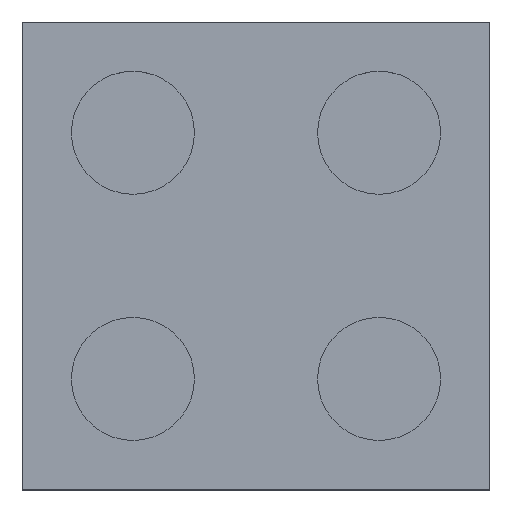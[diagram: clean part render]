
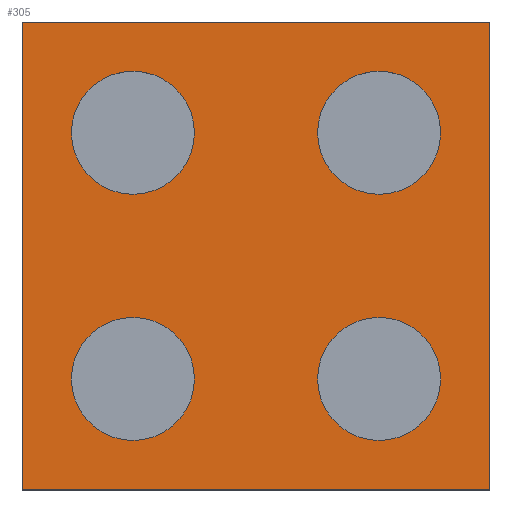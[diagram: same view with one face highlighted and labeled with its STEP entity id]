
A CAD part, top view. The second image highlights one B-rep face of the part: STEP entity #305.
In plain terms, the highlighted planar face has unit normal (0, 0, 1).
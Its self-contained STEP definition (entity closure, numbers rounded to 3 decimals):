
#18=LINE('',#561,#30);
#22=LINE('',#570,#34);
#25=LINE('',#576,#37);
#28=LINE('',#582,#40);
#30=VECTOR('',#482,1000.);
#34=VECTOR('',#488,1000.);
#37=VECTOR('',#493,1000.);
#40=VECTOR('',#498,1000.);
#71=PLANE('',#402);
#120=ORIENTED_EDGE('',*,*,#137,.T.);
#121=ORIENTED_EDGE('',*,*,#139,.T.);
#122=ORIENTED_EDGE('',*,*,#141,.T.);
#123=ORIENTED_EDGE('',*,*,#143,.T.);
#124=ORIENTED_EDGE('',*,*,#144,.F.);
#125=ORIENTED_EDGE('',*,*,#154,.F.);
#126=ORIENTED_EDGE('',*,*,#151,.F.);
#127=ORIENTED_EDGE('',*,*,#148,.F.);
#137=EDGE_CURVE('',#165,#165,#189,.T.);
#139=EDGE_CURVE('',#167,#167,#191,.T.);
#141=EDGE_CURVE('',#169,#169,#193,.T.);
#143=EDGE_CURVE('',#171,#171,#195,.T.);
#144=EDGE_CURVE('',#172,#173,#18,.T.);
#148=EDGE_CURVE('',#173,#176,#22,.T.);
#151=EDGE_CURVE('',#176,#178,#25,.T.);
#154=EDGE_CURVE('',#178,#172,#28,.T.);
#165=VERTEX_POINT('',#541);
#167=VERTEX_POINT('',#547);
#169=VERTEX_POINT('',#553);
#171=VERTEX_POINT('',#559);
#172=VERTEX_POINT('',#562);
#173=VERTEX_POINT('',#563);
#176=VERTEX_POINT('',#571);
#178=VERTEX_POINT('',#577);
#189=CIRCLE('',#384,0.1);
#191=CIRCLE('',#388,0.1);
#193=CIRCLE('',#392,0.1);
#195=CIRCLE('',#396,0.1);
#229=EDGE_LOOP('',(#120));
#230=EDGE_LOOP('',(#121));
#231=EDGE_LOOP('',(#122));
#232=EDGE_LOOP('',(#123));
#233=EDGE_LOOP('',(#124,#125,#126,#127));
#267=FACE_BOUND('',#229,.T.);
#268=FACE_BOUND('',#230,.T.);
#269=FACE_BOUND('',#231,.T.);
#270=FACE_BOUND('',#232,.T.);
#271=FACE_BOUND('',#233,.T.);
#305=ADVANCED_FACE('',(#267,#268,#269,#270,#271),#71,.F.);
#384=AXIS2_PLACEMENT_3D('',#540,#454,#455);
#388=AXIS2_PLACEMENT_3D('',#546,#462,#463);
#392=AXIS2_PLACEMENT_3D('',#552,#470,#471);
#396=AXIS2_PLACEMENT_3D('',#558,#478,#479);
#402=AXIS2_PLACEMENT_3D('',#585,#502,#503);
#454=DIRECTION('',(0.,0.,-1.));
#455=DIRECTION('',(-1.,0.,0.));
#462=DIRECTION('',(0.,0.,-1.));
#463=DIRECTION('',(-1.,0.,0.));
#470=DIRECTION('',(0.,0.,-1.));
#471=DIRECTION('',(-1.,0.,0.));
#478=DIRECTION('',(0.,0.,-1.));
#479=DIRECTION('',(-1.,0.,0.));
#482=DIRECTION('',(0.,-1.,0.));
#488=DIRECTION('',(-1.,0.,0.));
#493=DIRECTION('',(0.,1.,0.));
#498=DIRECTION('',(1.,0.,0.));
#502=DIRECTION('',(0.,0.,-1.));
#503=DIRECTION('',(-1.,0.,0.));
#540=CARTESIAN_POINT('',(0.2,-0.2,0.));
#541=CARTESIAN_POINT('',(0.1,-0.2,0.));
#546=CARTESIAN_POINT('',(0.2,0.2,0.));
#547=CARTESIAN_POINT('',(0.1,0.2,0.));
#552=CARTESIAN_POINT('',(-0.2,-0.2,0.));
#553=CARTESIAN_POINT('',(-0.3,-0.2,0.));
#558=CARTESIAN_POINT('',(-0.2,0.2,0.));
#559=CARTESIAN_POINT('',(-0.3,0.2,0.));
#561=CARTESIAN_POINT('',(0.38,0.38,0.));
#562=CARTESIAN_POINT('',(0.38,0.38,0.));
#563=CARTESIAN_POINT('',(0.38,-0.38,0.));
#570=CARTESIAN_POINT('',(0.38,-0.38,0.));
#571=CARTESIAN_POINT('',(-0.38,-0.38,0.));
#576=CARTESIAN_POINT('',(-0.38,-0.38,0.));
#577=CARTESIAN_POINT('',(-0.38,0.38,0.));
#582=CARTESIAN_POINT('',(-0.38,0.38,0.));
#585=CARTESIAN_POINT('',(0.,0.,0.));
